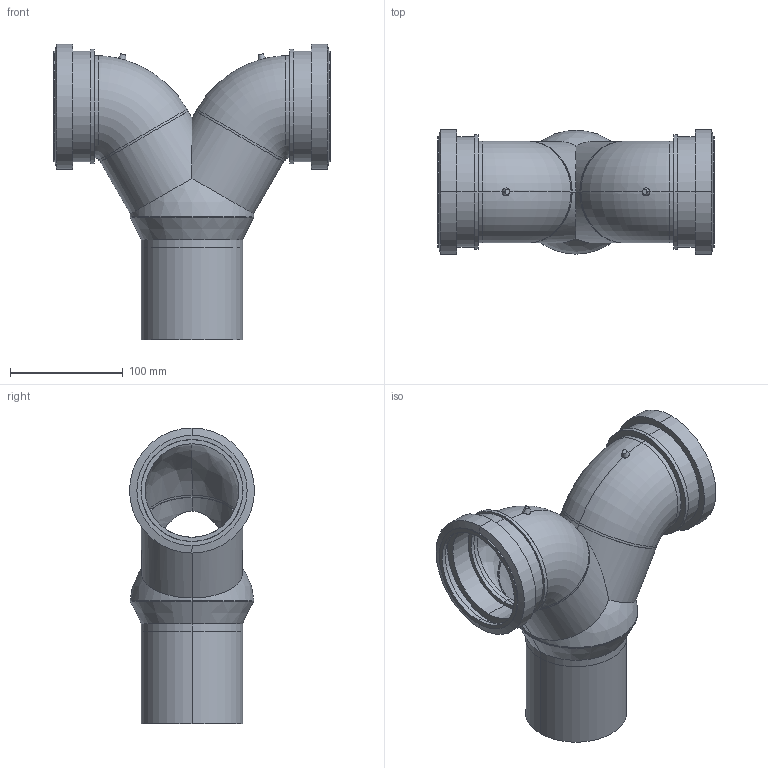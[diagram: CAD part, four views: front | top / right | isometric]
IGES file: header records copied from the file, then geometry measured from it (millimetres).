
Global section: file name: No Iges File Name specified; native system: Autodesk Inventor 2012; preprocessor: AutoDesk Inventor Iges Exporter R2012; author: ml; date: 20130319.171703; units: millimetre
Bounding box: 245.6 x 111 x 262.84 mm (x, y, z)
Volume: 508776.9 mm3; surface area: 264892.7 mm2
Topology: 7 solids, 7 shells, 119 faces, 248 edges, 152 vertices
Faces by surface type: revolution 42, cylinder 34, plane 27, cone 10, torus 4, sphere 2
